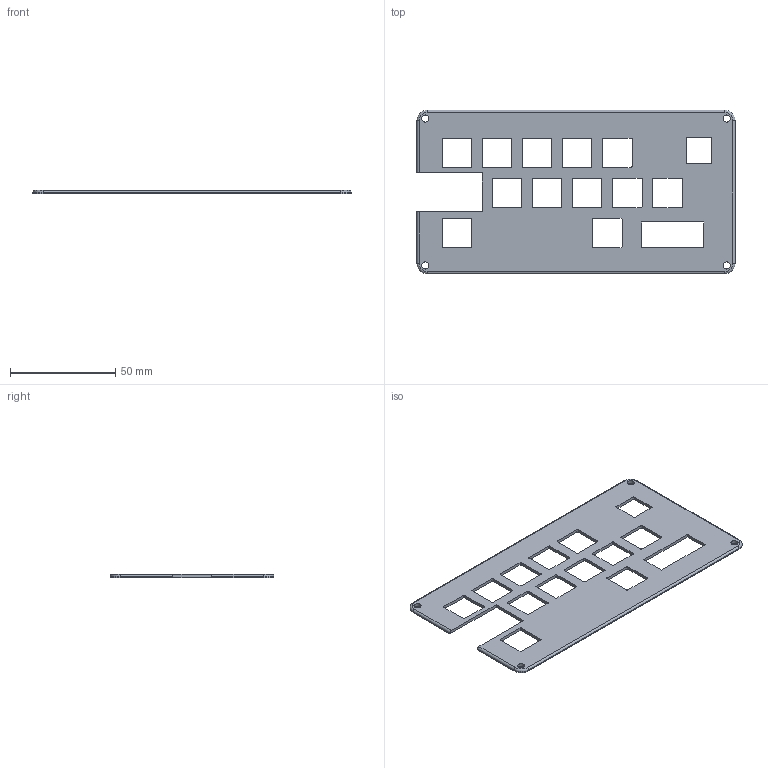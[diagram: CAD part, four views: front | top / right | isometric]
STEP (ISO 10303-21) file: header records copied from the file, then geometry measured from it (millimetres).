
FILE_DESCRIPTION(/* description */ (''),/* implementation_level */ '2;1');
FILE_NAME(/* name */ '46a8fa23-0eec-4d8e-b164-ab97f56597cd.stp',/* time_stamp */ '2025-12-05T02:23:00Z',/* author */ (''),/* organization */ (''),/* preprocessor_version */ 'ST-DEVELOPER v20.1',/* originating_system */ 'Autodesk Translation Framework v14.21.0.0',/* authorisation */ '');
FILE_SCHEMA (('AUTOMOTIVE_DESIGN { 1 0 10303 214 3 1 1 }'));
Length unit declared in the file: millimetre
Products named in the file (1): Tiaboard_Top
Bounding box: 151.05 x 77.75 x 1.5 mm (x, y, z)
Volume: 12298.9 mm3; surface area: 18356.5 mm2
Topology: 1 solids, 1 shells, 131 faces, 379 edges, 250 vertices
Faces by surface type: plane 66, cylinder 61, torus 4
Full cylindrical faces by diameter (mm): 3.4 x4
Entity records: 4440 total; most frequent: DIRECTION 769, CARTESIAN_POINT 761, ORIENTED_EDGE 758, EDGE_CURVE 379, AXIS2_PLACEMENT_3D 258, LINE 253, VECTOR 253, VERTEX_POINT 250
